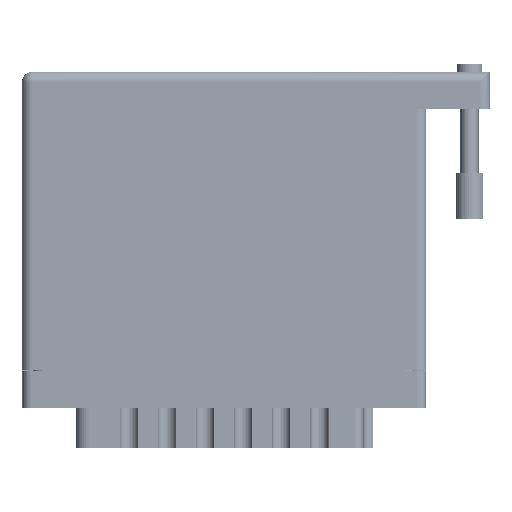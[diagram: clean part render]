
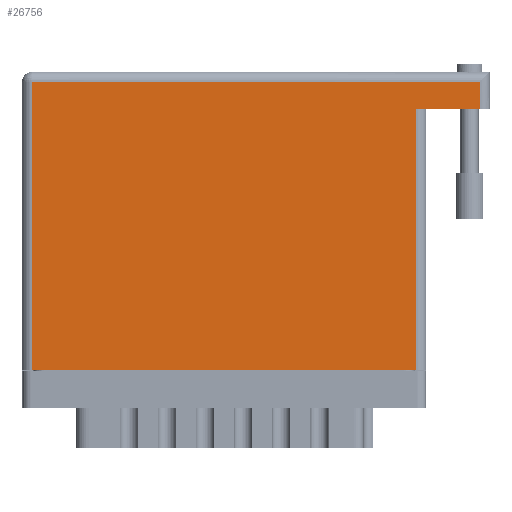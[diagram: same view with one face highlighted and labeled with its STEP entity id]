
A CAD part, front view. The second image highlights one B-rep face of the part: STEP entity #26756.
In plain terms, the highlighted face is planar.
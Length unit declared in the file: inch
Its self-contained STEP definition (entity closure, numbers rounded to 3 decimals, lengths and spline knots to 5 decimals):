
#1890 = LINE ( 'NONE', #54546, #5234 ) ;
#3459 = ORIENTED_EDGE ( 'NONE', *, *, #15998, .T. ) ;
#5234 = VECTOR ( 'NONE', #74913, 39.37008 ) ;
#5581 = DIRECTION ( 'NONE',  ( 0., 1., 0. ) ) ;
#5941 = LINE ( 'NONE', #28344, #37317 ) ;
#6020 = VECTOR ( 'NONE', #28534, 39.37008 ) ;
#6408 = VERTEX_POINT ( 'NONE', #73712 ) ;
#8154 = DIRECTION ( 'NONE',  ( -1., 0., 0. ) ) ;
#8211 = ORIENTED_EDGE ( 'NONE', *, *, #54057, .T. ) ;
#9278 = VECTOR ( 'NONE', #48179, 39.37008 ) ;
#11897 = CARTESIAN_POINT ( 'NONE',  ( 0., 0., 0. ) ) ;
#11941 = ORIENTED_EDGE ( 'NONE', *, *, #72703, .F. ) ;
#13827 = LINE ( 'NONE', #70817, #6020 ) ;
#15292 = VECTOR ( 'NONE', #5581, 39.37008 ) ;
#15998 = EDGE_CURVE ( 'NONE', #6408, #71361, #13827, .T. ) ;
#17857 = VERTEX_POINT ( 'NONE', #29138 ) ;
#19783 = AXIS2_PLACEMENT_3D ( 'NONE', #37319, #37000, #8154 ) ;
#20847 = ORIENTED_EDGE ( 'NONE', *, *, #33378, .T. ) ;
#26756 = ADVANCED_FACE ( 'NONE', ( #46282 ), #30717, .F. ) ;
#26855 = CARTESIAN_POINT ( 'NONE',  ( 2.685, 1.774, 0. ) ) ;
#28067 = LINE ( 'NONE', #11897, #86277 ) ;
#28344 = CARTESIAN_POINT ( 'NONE',  ( 0., 1.96, 0. ) ) ;
#28534 = DIRECTION ( 'NONE',  ( 0., -1., 0. ) ) ;
#28936 = EDGE_CURVE ( 'NONE', #71361, #17857, #28067, .T. ) ;
#29138 = CARTESIAN_POINT ( 'NONE',  ( 2.685, 0., 0. ) ) ;
#30717 = PLANE ( 'NONE',  #19783 ) ;
#30988 = CARTESIAN_POINT ( 'NONE',  ( 0.07, 0., 0. ) ) ;
#33378 = EDGE_CURVE ( 'NONE', #91050, #84068, #81410, .T. ) ;
#36159 = DIRECTION ( 'NONE',  ( -1., 0., 0. ) ) ;
#37000 = DIRECTION ( 'NONE',  ( 0., 0., -1. ) ) ;
#37317 = VECTOR ( 'NONE', #36159, 39.37008 ) ;
#37319 = CARTESIAN_POINT ( 'NONE',  ( 0., 2.03, 0. ) ) ;
#41048 = DIRECTION ( 'NONE',  ( 1., 0., 0. ) ) ;
#43005 = LINE ( 'NONE', #26855, #9278 ) ;
#46282 = FACE_OUTER_BOUND ( 'NONE', #46952, .T. ) ;
#46952 = EDGE_LOOP ( 'NONE', ( #53404, #62701, #11941, #20847, #8211, #3459 ) ) ;
#48179 = DIRECTION ( 'NONE',  ( 0., 1., 0. ) ) ;
#48711 = EDGE_CURVE ( 'NONE', #17857, #61977, #43005, .T. ) ;
#53404 = ORIENTED_EDGE ( 'NONE', *, *, #28936, .T. ) ;
#54057 = EDGE_CURVE ( 'NONE', #84068, #6408, #5941, .T. ) ;
#54546 = CARTESIAN_POINT ( 'NONE',  ( 3.19, 1.774, 0. ) ) ;
#61977 = VERTEX_POINT ( 'NONE', #70850 ) ;
#62701 = ORIENTED_EDGE ( 'NONE', *, *, #48711, .T. ) ;
#70817 = CARTESIAN_POINT ( 'NONE',  ( 0.07, 0., 0. ) ) ;
#70850 = CARTESIAN_POINT ( 'NONE',  ( 2.685, 1.774, 0. ) ) ;
#71361 = VERTEX_POINT ( 'NONE', #30988 ) ;
#72703 = EDGE_CURVE ( 'NONE', #91050, #61977, #1890, .T. ) ;
#73712 = CARTESIAN_POINT ( 'NONE',  ( 0.07, 1.96, 0. ) ) ;
#74006 = CARTESIAN_POINT ( 'NONE',  ( 3.12, 1.96, 0. ) ) ;
#74913 = DIRECTION ( 'NONE',  ( -1., 0., 0. ) ) ;
#76018 = CARTESIAN_POINT ( 'NONE',  ( 3.12, 2.03, 0. ) ) ;
#81410 = LINE ( 'NONE', #76018, #15292 ) ;
#84068 = VERTEX_POINT ( 'NONE', #74006 ) ;
#85016 = CARTESIAN_POINT ( 'NONE',  ( 3.12, 1.774, 0. ) ) ;
#86277 = VECTOR ( 'NONE', #41048, 39.37008 ) ;
#91050 = VERTEX_POINT ( 'NONE', #85016 ) ;
